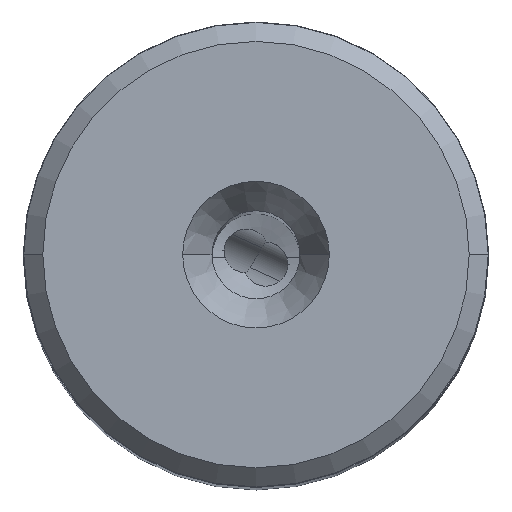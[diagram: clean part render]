
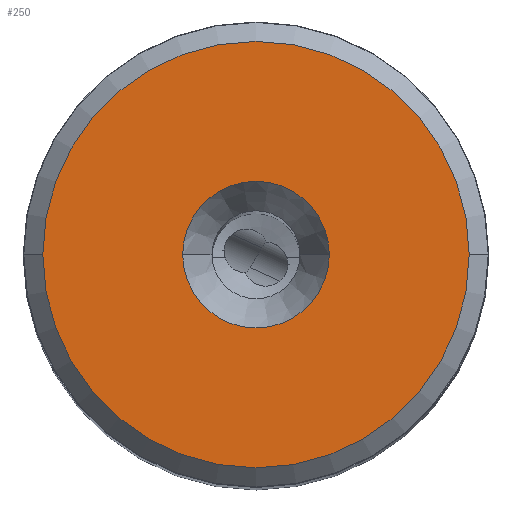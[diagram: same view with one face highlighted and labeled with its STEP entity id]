
A CAD part, top view. The second image highlights one B-rep face of the part: STEP entity #250.
In plain terms, the highlighted planar face has unit normal (0, 0, 1).
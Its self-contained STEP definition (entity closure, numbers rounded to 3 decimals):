
#92=PLANE('',#4115);
#122=FACE_BOUND('',#729,.T.);
#123=FACE_BOUND('',#730,.T.);
#250=ADVANCED_FACE('',(#122,#123),#92,.T.);
#729=EDGE_LOOP('',(#1929,#1930));
#730=EDGE_LOOP('',(#1931,#1932));
#1929=ORIENTED_EDGE('',*,*,#3327,.T.);
#1930=ORIENTED_EDGE('',*,*,#3328,.T.);
#1931=ORIENTED_EDGE('',*,*,#3329,.T.);
#1932=ORIENTED_EDGE('',*,*,#3326,.T.);
#2845=VERTEX_POINT('',#7730);
#2846=VERTEX_POINT('',#7732);
#2847=VERTEX_POINT('',#7736);
#2848=VERTEX_POINT('',#7737);
#3326=EDGE_CURVE('',#2845,#2846,#3702,.T.);
#3327=EDGE_CURVE('',#2847,#2848,#3703,.T.);
#3328=EDGE_CURVE('',#2848,#2847,#3704,.T.);
#3329=EDGE_CURVE('',#2846,#2845,#3705,.T.);
#3702=CIRCLE('',#4110,5.);
#3703=CIRCLE('',#4112,14.54);
#3704=CIRCLE('',#4113,14.54);
#3705=CIRCLE('',#4114,5.);
#4110=AXIS2_PLACEMENT_3D('',#7733,#4814,#4815);
#4112=AXIS2_PLACEMENT_3D('',#7735,#4818,#4819);
#4113=AXIS2_PLACEMENT_3D('',#7738,#4820,#4821);
#4114=AXIS2_PLACEMENT_3D('',#7739,#4822,#4823);
#4115=AXIS2_PLACEMENT_3D('',#7740,#4824,#4825);
#4814=DIRECTION('',(0.,0.,-1.));
#4815=DIRECTION('',(1.,0.,0.));
#4818=DIRECTION('',(0.,0.,1.));
#4819=DIRECTION('',(-1.,0.,0.));
#4820=DIRECTION('',(0.,0.,1.));
#4821=DIRECTION('',(1.,0.,0.));
#4822=DIRECTION('',(0.,0.,-1.));
#4823=DIRECTION('',(-1.,0.,0.));
#4824=DIRECTION('',(0.,0.,1.));
#4825=DIRECTION('',(1.,0.,0.));
#7730=CARTESIAN_POINT('',(5.,0.,0.));
#7732=CARTESIAN_POINT('',(-5.,0.,0.));
#7733=CARTESIAN_POINT('',(0.,0.,0.));
#7735=CARTESIAN_POINT('',(0.,0.,0.));
#7736=CARTESIAN_POINT('',(-14.54,0.,0.));
#7737=CARTESIAN_POINT('',(14.54,0.,0.));
#7738=CARTESIAN_POINT('',(0.,0.,0.));
#7739=CARTESIAN_POINT('',(0.,0.,0.));
#7740=CARTESIAN_POINT('',(0.,0.,0.));
